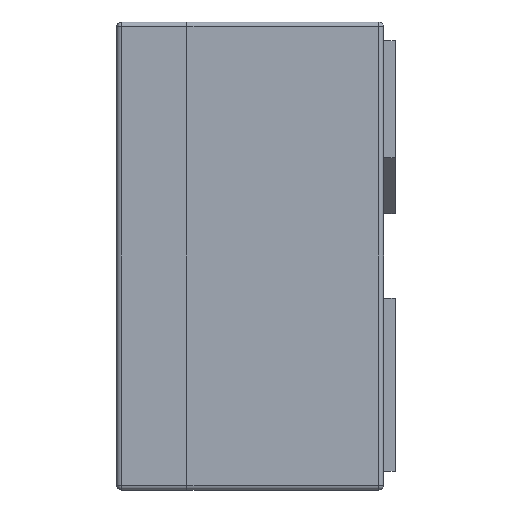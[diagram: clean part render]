
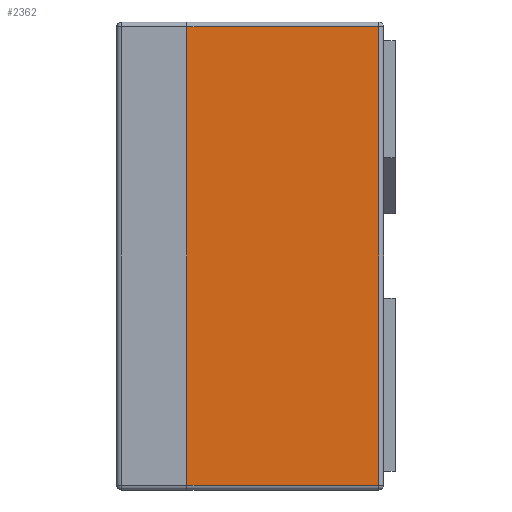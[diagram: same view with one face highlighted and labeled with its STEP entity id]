
A CAD part, left-side view. The second image highlights one B-rep face of the part: STEP entity #2362.
In plain terms, the highlighted planar face has unit normal (-1, 0, 0).
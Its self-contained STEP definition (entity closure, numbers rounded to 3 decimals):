
#8 = DIRECTION ( 'NONE',  ( 0., 0., 1. ) ) ;
#67 = EDGE_CURVE ( 'NONE', #1992, #123, #1909, .T. ) ;
#87 = VECTOR ( 'NONE', #3043, 1000. ) ;
#123 = VERTEX_POINT ( 'NONE', #2535 ) ;
#179 = AXIS2_PLACEMENT_3D ( 'NONE', #2947, #1967, #2159 ) ;
#194 = FACE_OUTER_BOUND ( 'NONE', #491, .T. ) ;
#292 = PLANE ( 'NONE',  #179 ) ;
#408 = VECTOR ( 'NONE', #8, 1000. ) ;
#491 = EDGE_LOOP ( 'NONE', ( #1487, #1187, #2322, #913 ) ) ;
#559 = VERTEX_POINT ( 'NONE', #1308 ) ;
#814 = LINE ( 'NONE', #1797, #408 ) ;
#847 = CARTESIAN_POINT ( 'NONE',  ( -0.5, -0.56, 0.49 ) ) ;
#909 = CARTESIAN_POINT ( 'NONE',  ( -0.5, -0.57, 0.49 ) ) ;
#913 = ORIENTED_EDGE ( 'NONE', *, *, #933, .T. ) ;
#933 = EDGE_CURVE ( 'NONE', #559, #1191, #1625, .T. ) ;
#1187 = ORIENTED_EDGE ( 'NONE', *, *, #67, .T. ) ;
#1191 = VERTEX_POINT ( 'NONE', #2710 ) ;
#1308 = CARTESIAN_POINT ( 'NONE',  ( -0.5, -0.15, -0.49 ) ) ;
#1487 = ORIENTED_EDGE ( 'NONE', *, *, #1627, .T. ) ;
#1497 = CARTESIAN_POINT ( 'NONE',  ( -0.5, -0.15, 0.5 ) ) ;
#1625 = LINE ( 'NONE', #1647, #87 ) ;
#1627 = EDGE_CURVE ( 'NONE', #1191, #1992, #814, .T. ) ;
#1647 = CARTESIAN_POINT ( 'NONE',  ( -0.5, -0.57, -0.49 ) ) ;
#1758 = VECTOR ( 'NONE', #3007, 1000. ) ;
#1797 = CARTESIAN_POINT ( 'NONE',  ( -0.5, -0.56, 0.5 ) ) ;
#1845 = LINE ( 'NONE', #1497, #1991 ) ;
#1909 = LINE ( 'NONE', #909, #1758 ) ;
#1967 = DIRECTION ( 'NONE',  ( 1., 0., 0. ) ) ;
#1991 = VECTOR ( 'NONE', #2755, 1000. ) ;
#1992 = VERTEX_POINT ( 'NONE', #847 ) ;
#2159 = DIRECTION ( 'NONE',  ( 0., 0., -1. ) ) ;
#2322 = ORIENTED_EDGE ( 'NONE', *, *, #3027, .T. ) ;
#2362 = ADVANCED_FACE ( 'NONE', ( #194 ), #292, .F. ) ;
#2535 = CARTESIAN_POINT ( 'NONE',  ( -0.5, -0.15, 0.49 ) ) ;
#2710 = CARTESIAN_POINT ( 'NONE',  ( -0.5, -0.56, -0.49 ) ) ;
#2755 = DIRECTION ( 'NONE',  ( 0., 0., -1. ) ) ;
#2947 = CARTESIAN_POINT ( 'NONE',  ( -0.5, -0.57, 0.5 ) ) ;
#3007 = DIRECTION ( 'NONE',  ( 0., 1., 0. ) ) ;
#3027 = EDGE_CURVE ( 'NONE', #123, #559, #1845, .T. ) ;
#3043 = DIRECTION ( 'NONE',  ( 0., -1., 0. ) ) ;
